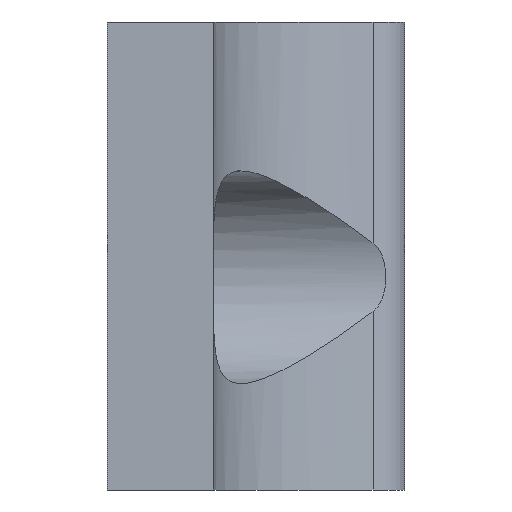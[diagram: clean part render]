
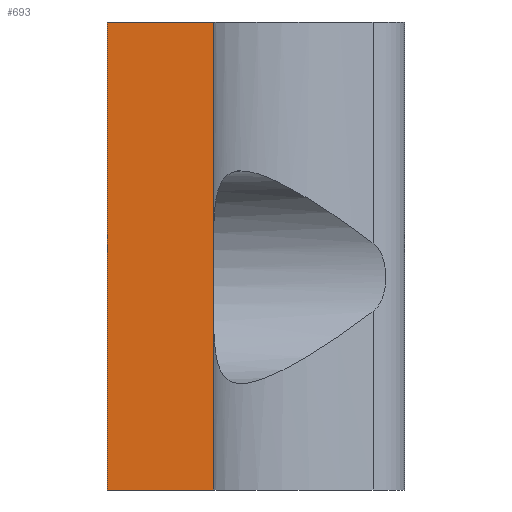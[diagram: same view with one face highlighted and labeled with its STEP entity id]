
A CAD part, front view. The second image highlights one B-rep face of the part: STEP entity #693.
In plain terms, the highlighted planar face has unit normal (0, -1, 0).
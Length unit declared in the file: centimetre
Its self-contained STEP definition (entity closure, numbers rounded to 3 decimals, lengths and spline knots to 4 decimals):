
#40=PLANE($,#758);
#71=FACE_OUTER_BOUND($,#121,.T.);
#121=EDGE_LOOP($,(#566,#567,#568,#569));
#207=LINE($,#1263,#259);
#210=LINE($,#1273,#262);
#211=LINE($,#1275,#263);
#212=LINE($,#1276,#264);
#259=VECTOR($,#902,2.2);
#262=VECTOR($,#911,0.5);
#263=VECTOR($,#912,2.2);
#264=VECTOR($,#913,0.5);
#335=VERTEX_POINT($,#1260);
#336=VERTEX_POINT($,#1262);
#340=VERTEX_POINT($,#1272);
#341=VERTEX_POINT($,#1274);
#417=EDGE_CURVE($,#336,#335,#207,.T.);
#422=EDGE_CURVE($,#335,#340,#210,.T.);
#423=EDGE_CURVE($,#341,#340,#211,.T.);
#424=EDGE_CURVE($,#336,#341,#212,.F.);
#566=ORIENTED_EDGE($,*,*,#422,.T.);
#567=ORIENTED_EDGE($,*,*,#423,.F.);
#568=ORIENTED_EDGE($,*,*,#424,.F.);
#569=ORIENTED_EDGE($,*,*,#417,.T.);
#693=ADVANCED_FACE($,(#71),#40,.F.);
#758=AXIS2_PLACEMENT_3D($,#1271,#909,#910);
#902=DIRECTION($,(0.,0.,-1.));
#909=DIRECTION('center_axis',(0.,1.,0.));
#910=DIRECTION('ref_axis',(0.,0.,1.));
#911=DIRECTION($,(1.,0.,0.));
#912=DIRECTION($,(0.,0.,-1.));
#913=DIRECTION($,(-1.,0.,0.));
#1260=CARTESIAN_POINT('',(-16.258,8.8574,0.));
#1262=CARTESIAN_POINT('',(-16.258,8.8574,2.2));
#1263=CARTESIAN_POINT($,(-16.258,8.8574,2.));
#1271=CARTESIAN_POINT('Origin',(-16.258,8.8574,2.));
#1272=CARTESIAN_POINT('',(-15.758,8.8574,0.));
#1273=CARTESIAN_POINT($,(-16.258,8.8574,0.));
#1274=CARTESIAN_POINT('',(-15.758,8.8574,2.2));
#1275=CARTESIAN_POINT($,(-15.758,8.8574,2.));
#1276=CARTESIAN_POINT($,(-15.808,8.8574,2.2));
